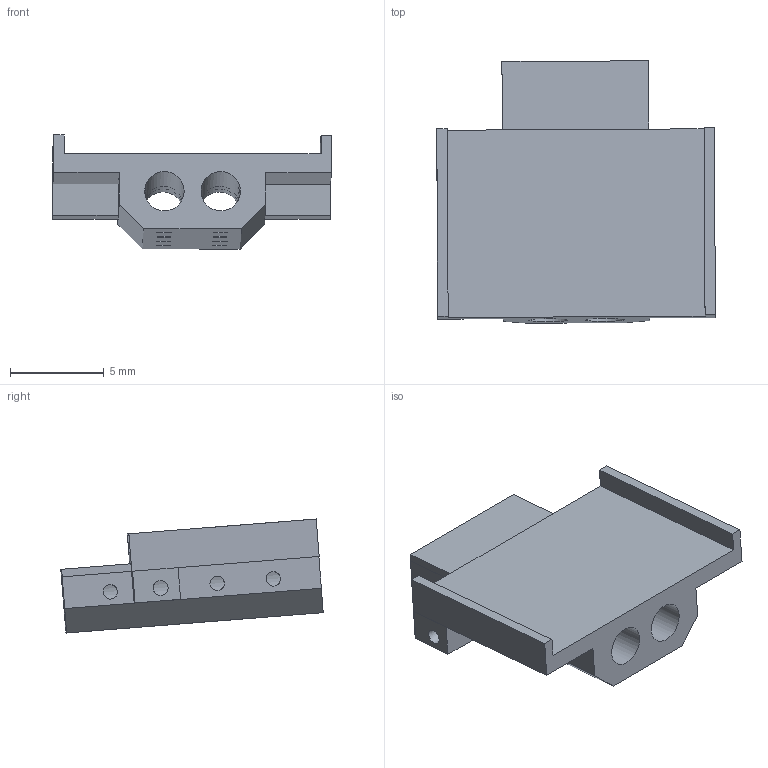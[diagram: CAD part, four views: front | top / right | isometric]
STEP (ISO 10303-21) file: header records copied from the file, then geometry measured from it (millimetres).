
FILE_DESCRIPTION(/* description */ (''),/* implementation_level */ '2;1');
FILE_NAME(/* name */ 'CasseteMod_v4 v3.step',/* time_stamp */ '2021-09-18T14:46:55+01:00',/* author */ (''),/* organization */ (''),/* preprocessor_version */ 'ST-DEVELOPER v18.1',/* originating_system */ 'Autodesk Translation Framework v10.10.0.1391',/* authorisation */ '');
FILE_SCHEMA (('AUTOMOTIVE_DESIGN { 1 0 10303 214 3 1 1 }'));
Length unit declared in the file: millimetre
Products named in the file (2): CasseteMod_v4; (Unsaved)_S10.03
Assembly tree (4 placements, depth 2):
  CasseteMod_v4
    (Unsaved)_S10.03  x4
Bounding box: 14.89 x 14.01 x 6.09 mm (x, y, z)
Surface area: 3248.1 mm2
Topology: 8 solids, 8 shells, 256 faces, 784 edges, 528 vertices
Faces by surface type: plane 152, cylinder 100, cone 4
Full cylindrical faces by diameter (mm): 0.772 x64, 0.8 x4, 2.106 x24
Entity records: 2878 total; most frequent: CARTESIAN_POINT 1018, ORIENTED_EDGE 392, DIRECTION 325, EDGE_CURVE 196, VERTEX_POINT 132, LINE 123, VECTOR 123, AXIS2_PLACEMENT_3D 101
